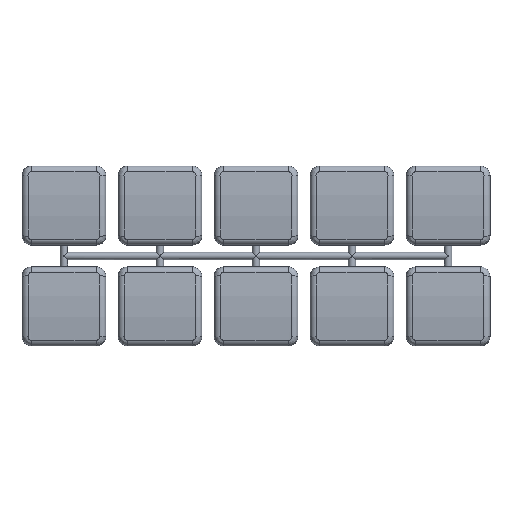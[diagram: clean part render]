
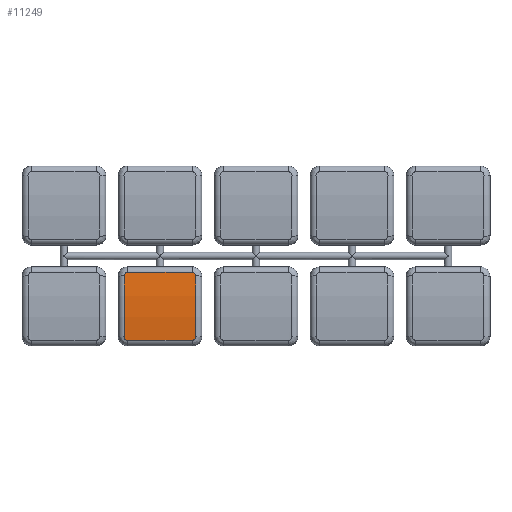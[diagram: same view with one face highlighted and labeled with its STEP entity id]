
A CAD part, top view. The second image highlights one B-rep face of the part: STEP entity #11249.
In plain terms, the highlighted cylindrical face has radius 60 mm (diameter 120 mm), a partial arc.
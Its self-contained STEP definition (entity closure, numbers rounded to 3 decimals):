
#638=FACE_OUTER_BOUND('',#1378,.T.);
#1378=EDGE_LOOP('',(#7539,#7540,#7541,#7542,#7543,#7544,#7545,#7546));
#2135=B_SPLINE_CURVE_WITH_KNOTS('',3,(#17167,#17168,#17169,#17170,#17171),
 .UNSPECIFIED.,.F.,.F.,(4,1,4),(0.,0.047,0.11),
 .UNSPECIFIED.);
#2137=B_SPLINE_CURVE_WITH_KNOTS('',3,(#17211,#17212,#17213,#17214,#17215),
 .UNSPECIFIED.,.F.,.F.,(4,1,4),(0.,0.063,0.11),
 .UNSPECIFIED.);
#2139=B_SPLINE_CURVE_WITH_KNOTS('',3,(#17255,#17256,#17257,#17258,#17259),
 .UNSPECIFIED.,.F.,.F.,(4,1,4),(0.,0.047,0.11),
 .UNSPECIFIED.);
#2141=B_SPLINE_CURVE_WITH_KNOTS('',3,(#17299,#17300,#17301,#17302,#17303),
 .UNSPECIFIED.,.F.,.F.,(4,1,4),(0.,0.063,0.11),
 .UNSPECIFIED.);
#2252=CIRCLE('',#12019,60.);
#2256=CIRCLE('',#12025,60.);
#2795=LINE('',#17177,#3737);
#2797=LINE('',#17265,#3739);
#3737=VECTOR('',#13397,10.);
#3739=VECTOR('',#13415,10.);
#4697=VERTEX_POINT('',#17156);
#4700=VERTEX_POINT('',#17165);
#4701=VERTEX_POINT('',#17173);
#4703=VERTEX_POINT('',#17203);
#4705=VERTEX_POINT('',#17217);
#4707=VERTEX_POINT('',#17247);
#4709=VERTEX_POINT('',#17261);
#4711=VERTEX_POINT('',#17291);
#5743=EDGE_CURVE('',#4700,#4697,#2135,.T.);
#5746=EDGE_CURVE('',#4697,#4701,#2795,.T.);
#5749=EDGE_CURVE('',#4701,#4703,#2137,.T.);
#5752=EDGE_CURVE('',#4703,#4705,#2252,.T.);
#5755=EDGE_CURVE('',#4705,#4707,#2139,.T.);
#5758=EDGE_CURVE('',#4707,#4709,#2797,.T.);
#5761=EDGE_CURVE('',#4709,#4711,#2141,.T.);
#5762=EDGE_CURVE('',#4711,#4700,#2256,.T.);
#7539=ORIENTED_EDGE('',*,*,#5743,.F.);
#7540=ORIENTED_EDGE('',*,*,#5762,.F.);
#7541=ORIENTED_EDGE('',*,*,#5761,.F.);
#7542=ORIENTED_EDGE('',*,*,#5758,.F.);
#7543=ORIENTED_EDGE('',*,*,#5755,.F.);
#7544=ORIENTED_EDGE('',*,*,#5752,.F.);
#7545=ORIENTED_EDGE('',*,*,#5749,.F.);
#7546=ORIENTED_EDGE('',*,*,#5746,.F.);
#10911=CYLINDRICAL_SURFACE('',#12031,60.);
#11249=ADVANCED_FACE('',(#638),#10911,.T.);
#12019=AXIS2_PLACEMENT_3D('',#17221,#13406,#13407);
#12025=AXIS2_PLACEMENT_3D('',#17305,#13420,#13421);
#12031=AXIS2_PLACEMENT_3D('',#17316,#13437,#13438);
#13397=DIRECTION('',(1.,0.,0.));
#13406=DIRECTION('center_axis',(1.,0.,0.));
#13407=DIRECTION('ref_axis',(0.,0.,1.));
#13415=DIRECTION('',(-1.,0.,0.));
#13420=DIRECTION('center_axis',(-1.,0.,0.));
#13421=DIRECTION('ref_axis',(0.,0.,1.));
#13437=DIRECTION('center_axis',(1.,0.,0.));
#13438=DIRECTION('ref_axis',(0.,0.137,0.991));
#17156=CARTESIAN_POINT('',(-7.725,-11.922,4.347));
#17165=CARTESIAN_POINT('',(-8.425,-12.637,4.428));
#17167=CARTESIAN_POINT('Ctrl Pts',(-8.425,-12.637,
4.428));
#17168=CARTESIAN_POINT('Ctrl Pts',(-8.425,-12.477,
4.411));
#17169=CARTESIAN_POINT('Ctrl Pts',(-8.298,-12.103,
4.369));
#17170=CARTESIAN_POINT('Ctrl Pts',(-7.935,-11.922,
4.347));
#17171=CARTESIAN_POINT('Ctrl Pts',(-7.725,-11.922,
4.347));
#17173=CARTESIAN_POINT('',(5.725,-11.922,4.347));
#17177=CARTESIAN_POINT('',(-1.,-11.922,4.347));
#17203=CARTESIAN_POINT('',(6.425,-12.637,4.428));
#17211=CARTESIAN_POINT('Ctrl Pts',(5.725,-11.922,4.347));
#17212=CARTESIAN_POINT('Ctrl Pts',(5.935,-11.922,4.347));
#17213=CARTESIAN_POINT('Ctrl Pts',(6.298,-12.103,4.369));
#17214=CARTESIAN_POINT('Ctrl Pts',(6.425,-12.477,4.411));
#17215=CARTESIAN_POINT('Ctrl Pts',(6.425,-12.637,4.428));
#17217=CARTESIAN_POINT('',(6.425,-25.363,4.428));
#17221=CARTESIAN_POINT('Origin',(6.425,-19.,-55.234));
#17247=CARTESIAN_POINT('',(5.725,-26.078,4.347));
#17255=CARTESIAN_POINT('Ctrl Pts',(6.425,-25.363,4.428));
#17256=CARTESIAN_POINT('Ctrl Pts',(6.425,-25.523,4.411));
#17257=CARTESIAN_POINT('Ctrl Pts',(6.298,-25.897,4.369));
#17258=CARTESIAN_POINT('Ctrl Pts',(5.935,-26.078,4.347));
#17259=CARTESIAN_POINT('Ctrl Pts',(5.725,-26.078,4.347));
#17261=CARTESIAN_POINT('',(-7.725,-26.078,4.347));
#17265=CARTESIAN_POINT('',(-1.,-26.078,4.347));
#17291=CARTESIAN_POINT('',(-8.425,-25.363,4.428));
#17299=CARTESIAN_POINT('Ctrl Pts',(-7.725,-26.078,
4.347));
#17300=CARTESIAN_POINT('Ctrl Pts',(-7.935,-26.078,
4.347));
#17301=CARTESIAN_POINT('Ctrl Pts',(-8.298,-25.897,
4.369));
#17302=CARTESIAN_POINT('Ctrl Pts',(-8.425,-25.523,
4.411));
#17303=CARTESIAN_POINT('Ctrl Pts',(-8.425,-25.363,
4.428));
#17305=CARTESIAN_POINT('Origin',(-8.425,-19.,-55.234));
#17316=CARTESIAN_POINT('Origin',(-1.,-19.,-55.234));
